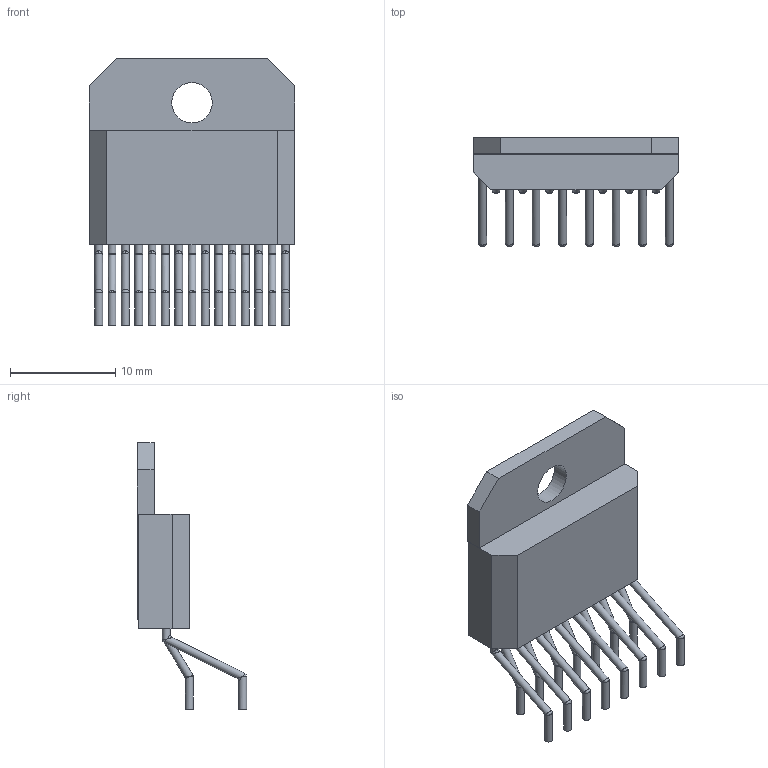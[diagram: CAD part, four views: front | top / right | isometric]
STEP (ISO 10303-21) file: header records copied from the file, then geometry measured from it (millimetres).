
FILE_DESCRIPTION(('HOOPS Exchange Step'),'2;1');
FILE_NAME('temp_export','2023-05-22T16:20:37-07:00',('30abd'),('Shapr3D Limited'),'HOOPS Exchange 2022.2','Shapr3D','Authorized');
FILE_SCHEMA( ('AUTOMOTIVE_DESIGN { 1 0 10303 214 1 1 1 1 }') );
Length unit declared in the file: millimetre
Products named in the file (8): Linear Pattern 06; Linear Pattern 05; Linear Pattern 04; Linear Pattern 03; Linear Pattern 02; Linear Pattern 01; Multiwatt15_V_STM.step; root
Assembly tree (7 placements, depth 2):
  root
    Linear Pattern 06
    Linear Pattern 05
    Linear Pattern 04
    Linear Pattern 03
    Linear Pattern 02
    Linear Pattern 01
    Multiwatt15_V_STM.step
Bounding box: 19.6 x 10.41 x 25.4 mm (x, y, z)
Volume: 1291.4 mm3; surface area: 1765.1 mm2
Topology: 17 solids, 17 shells, 186 faces, 509 edges, 237 vertices
Faces by surface type: bspline 90, plane 50, cylinder 46
Full cylindrical faces by diameter (mm): 0.75 x45, 3.85 x1
Entity records: 10781 total; most frequent: CARTESIAN_POINT 6740, DIRECTION 832, ORIENTED_EDGE 778, EDGE_CURVE 389, AXIS2_PLACEMENT_3D 369, VERTEX_POINT 237, ELLIPSE 202, EDGE_LOOP 188
